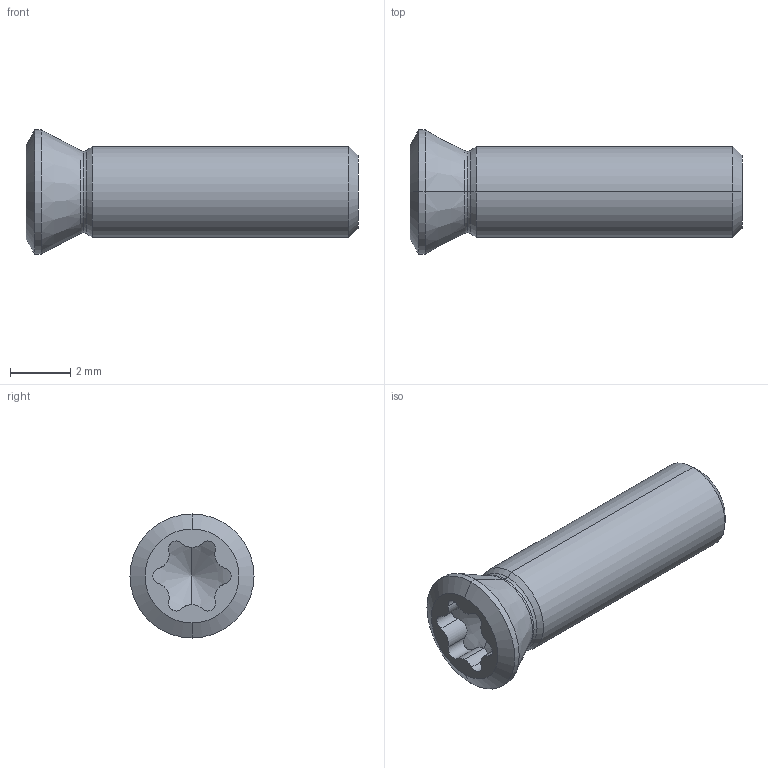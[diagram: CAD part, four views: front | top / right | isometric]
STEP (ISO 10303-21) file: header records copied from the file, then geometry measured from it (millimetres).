
FILE_DESCRIPTION (( 'STEP AP214' ), '1' );
FILE_NAME ('MTB-2-16.STEP', '2022-11-22T12:22:23', ( '' ), ( '' ), 'SwSTEP 2.0', 'SolidWorks 2022', '' );
FILE_SCHEMA (( 'AUTOMOTIVE_DESIGN' ));
Length unit declared in the file: millimetre
Products named in the file (1): MTB-2-16
Bounding box: 11 x 4.11 x 4.11 mm (x, y, z)
Volume: 78.3 mm3; surface area: 132.3 mm2
Topology: 1 solids, 1 shells, 35 faces, 84 edges, 50 vertices
Faces by surface type: cylinder 19, cone 10, torus 4, plane 2
Entity records: 1135 total; most frequent: CARTESIAN_POINT 278, DIRECTION 175, ORIENTED_EDGE 164, EDGE_CURVE 82, AXIS2_PLACEMENT_3D 73, VERTEX_POINT 50, CIRCLE 37, EDGE_LOOP 36
